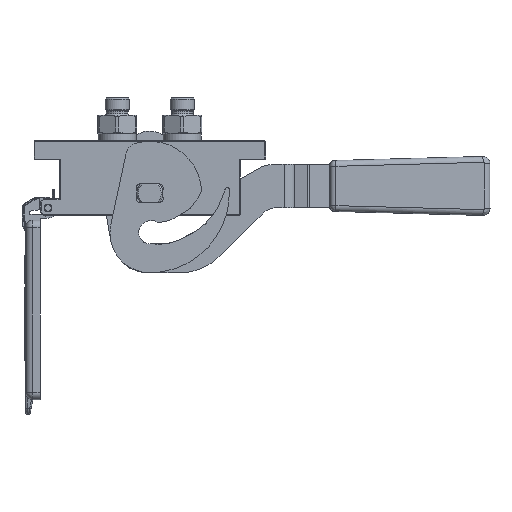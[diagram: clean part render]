
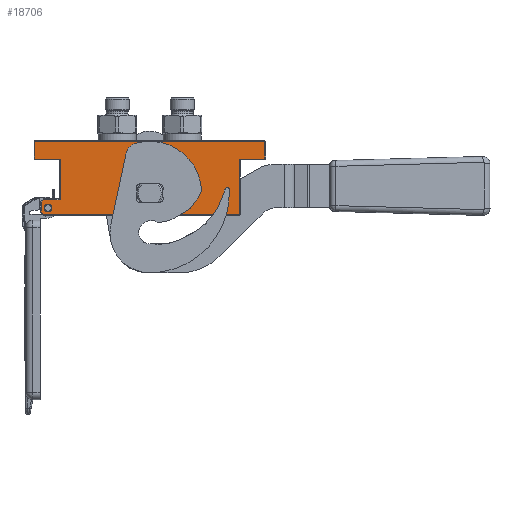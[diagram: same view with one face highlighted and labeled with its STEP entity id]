
A CAD part, front view. The second image highlights one B-rep face of the part: STEP entity #18706.
In plain terms, the highlighted planar face has unit normal (0, -1, 0).
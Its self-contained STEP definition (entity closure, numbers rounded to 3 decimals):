
#269 = LINE ( 'NONE', #58992, #67539 ) ;
#602 = CARTESIAN_POINT ( 'NONE',  ( 79.5, 0., -0.5 ) ) ;
#940 = EDGE_CURVE ( 'NONE', #63710, #17217, #71260, .T. ) ;
#1069 = EDGE_CURVE ( 'NONE', #53328, #64434, #92139, .T. ) ;
#3667 = VERTEX_POINT ( 'NONE', #68207 ) ;
#3880 = DIRECTION ( 'NONE',  ( 0., 0., 1. ) ) ;
#3917 = EDGE_CURVE ( 'NONE', #70555, #3667, #32609, .T. ) ;
#5009 = EDGE_LOOP ( 'NONE', ( #9997, #89713 ) ) ;
#5186 = EDGE_CURVE ( 'NONE', #17472, #51586, #21899, .T. ) ;
#5588 = DIRECTION ( 'NONE',  ( 0., 1., 0. ) ) ;
#6597 = ORIENTED_EDGE ( 'NONE', *, *, #40216, .T. ) ;
#7032 = CARTESIAN_POINT ( 'NONE',  ( 0., 0., -36.1 ) ) ;
#7037 = AXIS2_PLACEMENT_3D ( 'NONE', #37853, #59282, #89666 ) ;
#8978 = LINE ( 'NONE', #78247, #63448 ) ;
#9403 = CARTESIAN_POINT ( 'NONE',  ( -73.293, 0., -50.8 ) ) ;
#9626 = CARTESIAN_POINT ( 'NONE',  ( -79.5, 0., -0.5 ) ) ;
#9997 = ORIENTED_EDGE ( 'NONE', *, *, #1069, .T. ) ;
#10264 = ORIENTED_EDGE ( 'NONE', *, *, #80849, .F. ) ;
#12090 = VECTOR ( 'NONE', #49052, 1000. ) ;
#13806 = AXIS2_PLACEMENT_3D ( 'NONE', #32302, #46895, #85079 ) ;
#14405 = EDGE_LOOP ( 'NONE', ( #45631, #89931 ) ) ;
#16571 = EDGE_CURVE ( 'NONE', #3667, #47691, #71596, .T. ) ;
#17217 = VERTEX_POINT ( 'NONE', #17381 ) ;
#17381 = CARTESIAN_POINT ( 'NONE',  ( 79.5, 0., -12.5 ) ) ;
#17472 = VERTEX_POINT ( 'NONE', #19619 ) ;
#18207 = CARTESIAN_POINT ( 'NONE',  ( 0., 0., -24.8 ) ) ;
#18514 = AXIS2_PLACEMENT_3D ( 'NONE', #7032, #87348, #88315 ) ;
#18706 = ADVANCED_FACE ( 'NONE', ( #48214, #44744, #35418 ), #91534, .F. ) ;
#18828 = CARTESIAN_POINT ( 'NONE',  ( -75., 0., -42.207 ) ) ;
#19619 = CARTESIAN_POINT ( 'NONE',  ( -67.75, 0., -46.3 ) ) ;
#21899 = CIRCLE ( 'NONE', #86246, 2.55 ) ;
#23737 = DIRECTION ( 'NONE',  ( 0., -1., 0. ) ) ;
#24321 = EDGE_LOOP ( 'NONE', ( #83884, #38005, #63690, #10264, #55958, #75065, #66676, #77381, #90851, #6597, #50902, #87699 ) ) ;
#24959 = VECTOR ( 'NONE', #32913, 1000. ) ;
#24978 = EDGE_CURVE ( 'NONE', #58383, #70555, #91958, .T. ) ;
#26402 = DIRECTION ( 'NONE',  ( 1., 0., 0. ) ) ;
#26586 = VERTEX_POINT ( 'NONE', #86347 ) ;
#26824 = DIRECTION ( 'NONE',  ( 0., 0., -1. ) ) ;
#27134 = CARTESIAN_POINT ( 'NONE',  ( 62., 0., -50.8 ) ) ;
#28524 = CARTESIAN_POINT ( 'NONE',  ( 62., 0., -12.5 ) ) ;
#28733 = VECTOR ( 'NONE', #36900, 1000. ) ;
#29917 = EDGE_CURVE ( 'NONE', #47691, #66004, #55438, .T. ) ;
#29928 = LINE ( 'NONE', #73862, #28733 ) ;
#30982 = CARTESIAN_POINT ( 'NONE',  ( -62., 0., -40.5 ) ) ;
#32302 = CARTESIAN_POINT ( 'NONE',  ( 0., 0., 0. ) ) ;
#32609 = LINE ( 'NONE', #63631, #76670 ) ;
#32913 = DIRECTION ( 'NONE',  ( 0., 0., -1. ) ) ;
#33012 = DIRECTION ( 'NONE',  ( 1., 0., 0. ) ) ;
#35058 = CARTESIAN_POINT ( 'NONE',  ( 0., 0., -36.1 ) ) ;
#35418 = FACE_BOUND ( 'NONE', #14405, .T. ) ;
#35694 = EDGE_CURVE ( 'NONE', #76887, #26586, #69582, .T. ) ;
#36777 = LINE ( 'NONE', #9403, #40229 ) ;
#36900 = DIRECTION ( 'NONE',  ( 0., 0., 1. ) ) ;
#37396 = CARTESIAN_POINT ( 'NONE',  ( -73.293, 0., -40.5 ) ) ;
#37853 = CARTESIAN_POINT ( 'NONE',  ( -70.3, 0., -46.3 ) ) ;
#38005 = ORIENTED_EDGE ( 'NONE', *, *, #16571, .T. ) ;
#38497 = EDGE_CURVE ( 'NONE', #51586, #17472, #61515, .T. ) ;
#38717 = EDGE_CURVE ( 'NONE', #63340, #26586, #62618, .T. ) ;
#40216 = EDGE_CURVE ( 'NONE', #17217, #61144, #87876, .T. ) ;
#40229 = VECTOR ( 'NONE', #33012, 1000. ) ;
#40672 = DIRECTION ( 'NONE',  ( -1., 0., 0. ) ) ;
#41565 = CARTESIAN_POINT ( 'NONE',  ( 62., 0., -12.5 ) ) ;
#42580 = VECTOR ( 'NONE', #53801, 1000. ) ;
#42854 = DIRECTION ( 'NONE',  ( 0., 0., 1. ) ) ;
#44744 = FACE_BOUND ( 'NONE', #5009, .T. ) ;
#45631 = ORIENTED_EDGE ( 'NONE', *, *, #38497, .F. ) ;
#45752 = CARTESIAN_POINT ( 'NONE',  ( -70.3, 0., -46.3 ) ) ;
#46895 = DIRECTION ( 'NONE',  ( 0., 1., 0. ) ) ;
#47132 = CARTESIAN_POINT ( 'NONE',  ( 0., 0., -47.4 ) ) ;
#47633 = CARTESIAN_POINT ( 'NONE',  ( -62., 0., -12.5 ) ) ;
#47691 = VERTEX_POINT ( 'NONE', #30982 ) ;
#48214 = FACE_OUTER_BOUND ( 'NONE', #24321, .T. ) ;
#48470 = VECTOR ( 'NONE', #66916, 1000. ) ;
#48720 = VECTOR ( 'NONE', #26824, 1000. ) ;
#49052 = DIRECTION ( 'NONE',  ( 1., 0., 0. ) ) ;
#50557 = EDGE_CURVE ( 'NONE', #64434, #53328, #94796, .T. ) ;
#50902 = ORIENTED_EDGE ( 'NONE', *, *, #84972, .T. ) ;
#51586 = VERTEX_POINT ( 'NONE', #82690 ) ;
#53328 = VERTEX_POINT ( 'NONE', #18207 ) ;
#53582 = CARTESIAN_POINT ( 'NONE',  ( -73.293, 0., -50.8 ) ) ;
#53659 = EDGE_CURVE ( 'NONE', #77338, #63710, #29928, .T. ) ;
#53801 = DIRECTION ( 'NONE',  ( 0., 0., -1. ) ) ;
#55438 = LINE ( 'NONE', #80559, #48470 ) ;
#55958 = ORIENTED_EDGE ( 'NONE', *, *, #38717, .T. ) ;
#58383 = VERTEX_POINT ( 'NONE', #82266 ) ;
#58992 = CARTESIAN_POINT ( 'NONE',  ( -75., 0., -42.207 ) ) ;
#59282 = DIRECTION ( 'NONE',  ( 0., -1., 0. ) ) ;
#61144 = VERTEX_POINT ( 'NONE', #602 ) ;
#61515 = CIRCLE ( 'NONE', #7037, 2.55 ) ;
#62618 = LINE ( 'NONE', #78327, #48720 ) ;
#62973 = AXIS2_PLACEMENT_3D ( 'NONE', #35058, #5588, #42854 ) ;
#63340 = VERTEX_POINT ( 'NONE', #18828 ) ;
#63448 = VECTOR ( 'NONE', #40672, 1000. ) ;
#63631 = CARTESIAN_POINT ( 'NONE',  ( -79.5, 0., -12.5 ) ) ;
#63690 = ORIENTED_EDGE ( 'NONE', *, *, #29917, .T. ) ;
#63710 = VERTEX_POINT ( 'NONE', #28524 ) ;
#64434 = VERTEX_POINT ( 'NONE', #47132 ) ;
#65877 = VECTOR ( 'NONE', #3880, 1000. ) ;
#66004 = VERTEX_POINT ( 'NONE', #37396 ) ;
#66676 = ORIENTED_EDGE ( 'NONE', *, *, #88360, .T. ) ;
#66916 = DIRECTION ( 'NONE',  ( -1., 0., 0. ) ) ;
#67539 = VECTOR ( 'NONE', #73874, 1000. ) ;
#68207 = CARTESIAN_POINT ( 'NONE',  ( -62., 0., -12.5 ) ) ;
#69582 = LINE ( 'NONE', #53582, #83551 ) ;
#70555 = VERTEX_POINT ( 'NONE', #73177 ) ;
#71260 = LINE ( 'NONE', #41565, #12090 ) ;
#71596 = LINE ( 'NONE', #47633, #42580 ) ;
#73177 = CARTESIAN_POINT ( 'NONE',  ( -79.5, 0., -12.5 ) ) ;
#73862 = CARTESIAN_POINT ( 'NONE',  ( 62., 0., -50.8 ) ) ;
#73874 = DIRECTION ( 'NONE',  ( 0.707, 0., 0.707 ) ) ;
#75065 = ORIENTED_EDGE ( 'NONE', *, *, #35694, .F. ) ;
#76670 = VECTOR ( 'NONE', #26402, 1000. ) ;
#76836 = DIRECTION ( 'NONE',  ( -0.707, 0., 0.707 ) ) ;
#76887 = VERTEX_POINT ( 'NONE', #83561 ) ;
#77338 = VERTEX_POINT ( 'NONE', #27134 ) ;
#77381 = ORIENTED_EDGE ( 'NONE', *, *, #53659, .T. ) ;
#78247 = CARTESIAN_POINT ( 'NONE',  ( 79.5, 0., -0.5 ) ) ;
#78327 = CARTESIAN_POINT ( 'NONE',  ( -75., 0., -42.207 ) ) ;
#80559 = CARTESIAN_POINT ( 'NONE',  ( -62., 0., -40.5 ) ) ;
#80849 = EDGE_CURVE ( 'NONE', #63340, #66004, #269, .T. ) ;
#82266 = CARTESIAN_POINT ( 'NONE',  ( -79.5, 0., -0.5 ) ) ;
#82690 = CARTESIAN_POINT ( 'NONE',  ( -72.85, 0., -46.3 ) ) ;
#83551 = VECTOR ( 'NONE', #76836, 1000. ) ;
#83561 = CARTESIAN_POINT ( 'NONE',  ( -73.293, 0., -50.8 ) ) ;
#83884 = ORIENTED_EDGE ( 'NONE', *, *, #3917, .T. ) ;
#84972 = EDGE_CURVE ( 'NONE', #61144, #58383, #8978, .T. ) ;
#85079 = DIRECTION ( 'NONE',  ( 1., 0., 0. ) ) ;
#85212 = CARTESIAN_POINT ( 'NONE',  ( 79.5, 0., -12.5 ) ) ;
#86246 = AXIS2_PLACEMENT_3D ( 'NONE', #45752, #23737, #89754 ) ;
#86347 = CARTESIAN_POINT ( 'NONE',  ( -75., 0., -49.093 ) ) ;
#87348 = DIRECTION ( 'NONE',  ( 0., 1., 0. ) ) ;
#87699 = ORIENTED_EDGE ( 'NONE', *, *, #24978, .T. ) ;
#87876 = LINE ( 'NONE', #85212, #65877 ) ;
#88315 = DIRECTION ( 'NONE',  ( 0., 0., -1. ) ) ;
#88360 = EDGE_CURVE ( 'NONE', #76887, #77338, #36777, .T. ) ;
#89666 = DIRECTION ( 'NONE',  ( -1., 0., 0. ) ) ;
#89713 = ORIENTED_EDGE ( 'NONE', *, *, #50557, .T. ) ;
#89754 = DIRECTION ( 'NONE',  ( 1., 0., 0. ) ) ;
#89931 = ORIENTED_EDGE ( 'NONE', *, *, #5186, .F. ) ;
#90851 = ORIENTED_EDGE ( 'NONE', *, *, #940, .T. ) ;
#91534 = PLANE ( 'NONE',  #13806 ) ;
#91958 = LINE ( 'NONE', #9626, #24959 ) ;
#92139 = CIRCLE ( 'NONE', #62973, 11.3 ) ;
#94796 = CIRCLE ( 'NONE', #18514, 11.3 ) ;
